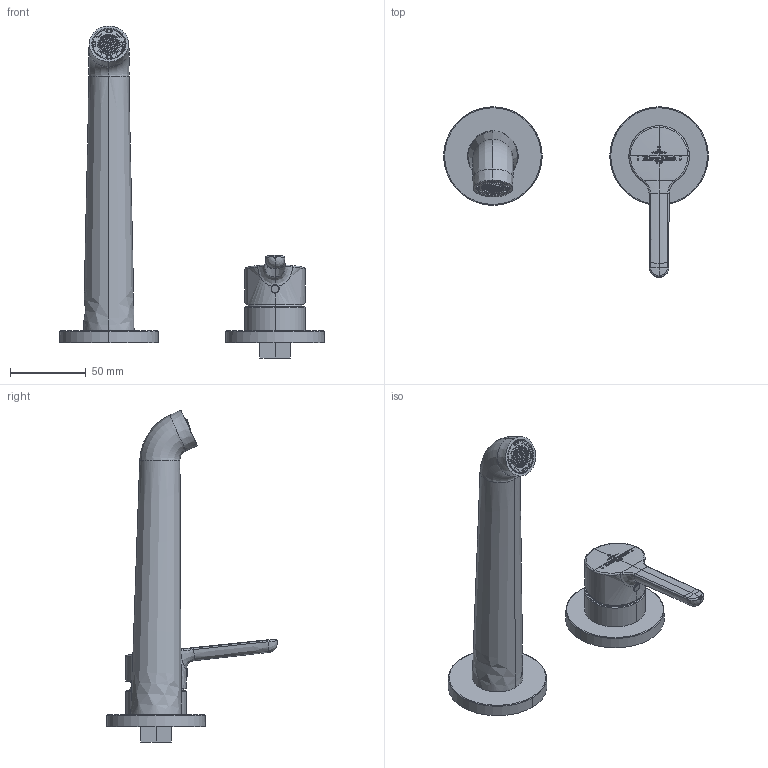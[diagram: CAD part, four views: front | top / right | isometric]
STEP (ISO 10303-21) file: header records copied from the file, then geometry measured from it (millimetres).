
FILE_DESCRIPTION((''),'2;1');
FILE_NAME('TVW116001000_3DPL','2025-06-03T12:06:44',('LazarovP'),(''),'CREO PARAMETRIC BY PTC INC, 2024253','CREO PARAMETRIC BY PTC INC, 2024253','');
FILE_SCHEMA(('AP242_MANAGED_MODEL_BASED_3D_ENGINEERING_MIM_LF { 1 0 10303 442 1 1 4 }'));
Products named in the file (1): TVW116001000_3DPL
Bounding box: 175.28 x 112.9 x 219.78 mm (x, y, z)
Volume: 246532.7 mm3; surface area: 44458.2 mm2
Topology: 2 solids, 5 shells, 1080 faces, 2880 edges, 1899 vertices
Faces by surface type: cylinder 443, extrusion 266, plane 216, bspline 115, torus 28, cone 8, sphere 4
Entity records: 52820 total; most frequent: CARTESIAN_POINT 19483, ORIENTED_EDGE 5748, DIRECTION 3731, EDGE_CURVE 2880, VERTEX_POINT 1899, VECTOR 1841, LINE 1575, PRESENTATION_STYLE_ASSIGNMENT 1338
